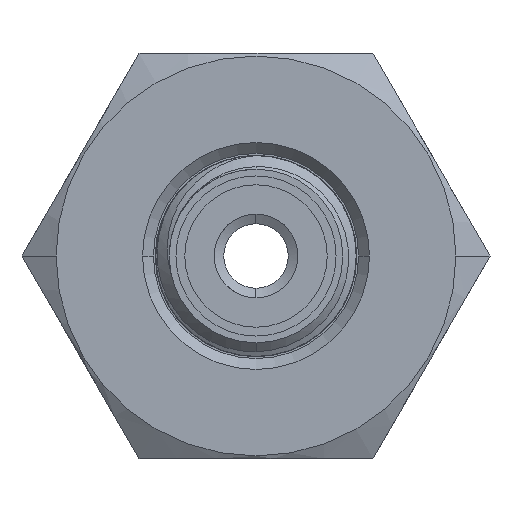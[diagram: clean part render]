
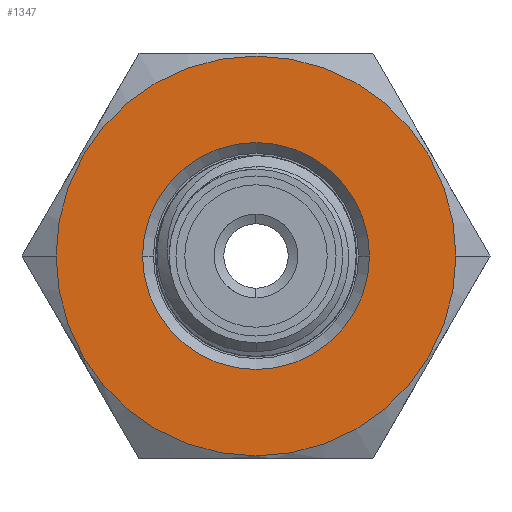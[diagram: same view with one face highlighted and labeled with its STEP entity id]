
A CAD part, left-side view. The second image highlights one B-rep face of the part: STEP entity #1347.
In plain terms, the highlighted planar face has unit normal (-1, 0, 0).
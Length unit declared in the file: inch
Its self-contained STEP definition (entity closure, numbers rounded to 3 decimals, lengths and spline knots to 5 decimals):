
#28 = DIRECTION ( 'NONE',  ( 0., 1., 0. ) ) ;
#75 = DIRECTION ( 'NONE',  ( 1., 0., 0. ) ) ;
#154 = CARTESIAN_POINT ( 'NONE',  ( -7.04479, -0.58365, 3.71912 ) ) ;
#482 = PLANE ( 'NONE',  #5189 ) ;
#700 = DIRECTION ( 'NONE',  ( 1., 0., 0. ) ) ;
#796 = DIRECTION ( 'NONE',  ( 1., 0., 0. ) ) ;
#820 = AXIS2_PLACEMENT_3D ( 'NONE', #2687, #7600, #2519 ) ;
#891 = EDGE_CURVE ( 'NONE', #5857, #4767, #7766, .T. ) ;
#1047 = EDGE_CURVE ( 'NONE', #4767, #5857, #2270, .T. ) ;
#1104 = CARTESIAN_POINT ( 'NONE',  ( -7.04479, -0.89865, 3.71912 ) ) ;
#1347 = ADVANCED_FACE ( 'NONE', ( #7449, #3356 ), #482, .T. ) ;
#1589 = ORIENTED_EDGE ( 'NONE', *, *, #891, .T. ) ;
#1677 = CIRCLE ( 'NONE', #7994, 0.555 ) ;
#1878 = VERTEX_POINT ( 'NONE', #2142 ) ;
#2142 = CARTESIAN_POINT ( 'NONE',  ( -7.04479, -1.13865, 3.71912 ) ) ;
#2270 = CIRCLE ( 'NONE', #7485, 0.315 ) ;
#2481 = VERTEX_POINT ( 'NONE', #5735 ) ;
#2519 = DIRECTION ( 'NONE',  ( 0., 1., 0. ) ) ;
#2668 = CIRCLE ( 'NONE', #820, 0.555 ) ;
#2669 = ORIENTED_EDGE ( 'NONE', *, *, #4611, .F. ) ;
#2680 = EDGE_LOOP ( 'NONE', ( #1589, #4540 ) ) ;
#2687 = CARTESIAN_POINT ( 'NONE',  ( -7.04479, -0.58365, 3.71912 ) ) ;
#3356 = FACE_OUTER_BOUND ( 'NONE', #6740, .T. ) ;
#3633 = DIRECTION ( 'NONE',  ( 0., -1., 0. ) ) ;
#3798 = CARTESIAN_POINT ( 'NONE',  ( -7.04479, -0.58365, 3.71912 ) ) ;
#4540 = ORIENTED_EDGE ( 'NONE', *, *, #1047, .T. ) ;
#4589 = DIRECTION ( 'NONE',  ( 0., 1., 0. ) ) ;
#4611 = EDGE_CURVE ( 'NONE', #2481, #1878, #2668, .T. ) ;
#4767 = VERTEX_POINT ( 'NONE', #6792 ) ;
#5189 = AXIS2_PLACEMENT_3D ( 'NONE', #5537, #5483, #3633 ) ;
#5320 = AXIS2_PLACEMENT_3D ( 'NONE', #154, #796, #7151 ) ;
#5483 = DIRECTION ( 'NONE',  ( -1., 0., 0. ) ) ;
#5537 = CARTESIAN_POINT ( 'NONE',  ( -7.04479, -0.26865, 3.71912 ) ) ;
#5735 = CARTESIAN_POINT ( 'NONE',  ( -7.04479, -0.02865, 3.71912 ) ) ;
#5857 = VERTEX_POINT ( 'NONE', #1104 ) ;
#6390 = EDGE_CURVE ( 'NONE', #1878, #2481, #1677, .T. ) ;
#6463 = CARTESIAN_POINT ( 'NONE',  ( -7.04479, -0.58365, 3.71912 ) ) ;
#6740 = EDGE_LOOP ( 'NONE', ( #2669, #7058 ) ) ;
#6792 = CARTESIAN_POINT ( 'NONE',  ( -7.04479, -0.26865, 3.71912 ) ) ;
#7058 = ORIENTED_EDGE ( 'NONE', *, *, #6390, .F. ) ;
#7151 = DIRECTION ( 'NONE',  ( 0., 1., 0. ) ) ;
#7449 = FACE_BOUND ( 'NONE', #2680, .T. ) ;
#7485 = AXIS2_PLACEMENT_3D ( 'NONE', #6463, #75, #4589 ) ;
#7600 = DIRECTION ( 'NONE',  ( 1., 0., 0. ) ) ;
#7766 = CIRCLE ( 'NONE', #5320, 0.315 ) ;
#7994 = AXIS2_PLACEMENT_3D ( 'NONE', #3798, #700, #28 ) ;
